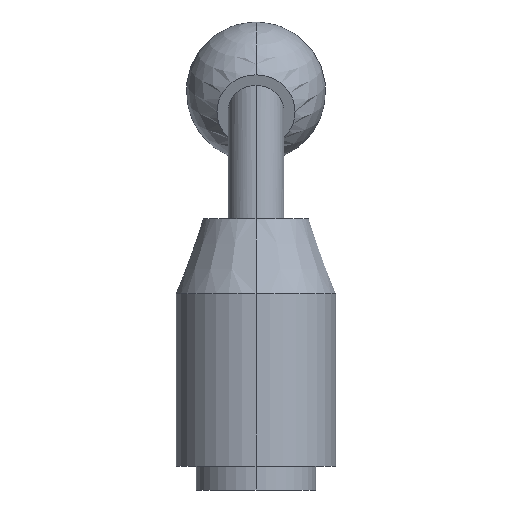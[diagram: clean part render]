
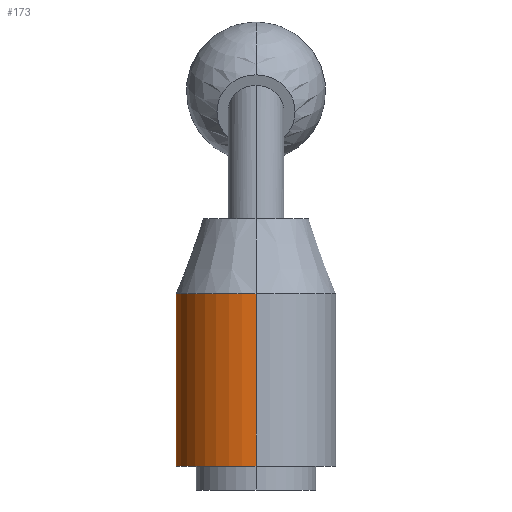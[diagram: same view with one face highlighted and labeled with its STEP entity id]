
A CAD part, left-side view. The second image highlights one B-rep face of the part: STEP entity #173.
In plain terms, the highlighted cylindrical face has radius 20 mm (diameter 40 mm), a partial arc.
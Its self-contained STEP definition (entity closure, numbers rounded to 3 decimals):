
#173=ADVANCED_FACE('',(#416),#417,.T.);
#177=EDGE_CURVE('',#191,#259,#421,.T.);
#191=VERTEX_POINT('',#438);
#203=EDGE_CURVE('',#263,#207,#450,.T.);
#207=VERTEX_POINT('',#454);
#259=VERTEX_POINT('',#513);
#263=VERTEX_POINT('',#517);
#269=EDGE_CURVE('',#191,#207,#525,.T.);
#271=EDGE_CURVE('',#259,#263,#527,.T.);
#416=FACE_OUTER_BOUND('',#677,.T.);
#417=CYLINDRICAL_SURFACE('',#678,20.0);
#421=LINE('',#684,#685);
#438=CARTESIAN_POINT('',(20.0,0.0,6.0));
#450=LINE('',#720,#721);
#454=CARTESIAN_POINT('',(-20.0,0.,6.0));
#513=CARTESIAN_POINT('',(20.0,0.0,49.206));
#517=CARTESIAN_POINT('',(-20.0,0.,49.206));
#525=CIRCLE('',#848,20.0);
#527=CIRCLE('',#851,20.0);
#677=EDGE_LOOP('',(#1078,#1079,#1080,#1081));
#678=AXIS2_PLACEMENT_3D('',#1082,#1083,#1084);
#684=CARTESIAN_POINT('',(20.0,0.,27.603));
#685=VECTOR('',#1088,1.0);
#720=CARTESIAN_POINT('',(-20.0,0.,27.603));
#721=VECTOR('',#1128,1.0);
#848=AXIS2_PLACEMENT_3D('',#1205,#1206,#1207);
#851=AXIS2_PLACEMENT_3D('',#1208,#1209,#1210);
#1078=ORIENTED_EDGE('',*,*,#177,.F.);
#1079=ORIENTED_EDGE('',*,*,#269,.T.);
#1080=ORIENTED_EDGE('',*,*,#203,.F.);
#1081=ORIENTED_EDGE('',*,*,#271,.F.);
#1082=CARTESIAN_POINT('',(0.0,0.0,27.603));
#1083=DIRECTION('',(-0.0,-0.0,-1.0));
#1084=DIRECTION('',(1.0,0.0,0.0));
#1088=DIRECTION('',(0.0,0.0,1.0));
#1128=DIRECTION('',(-0.0,-0.0,-1.0));
#1205=CARTESIAN_POINT('',(0.0,0.0,6.0));
#1206=DIRECTION('',(0.0,0.0,1.0));
#1207=DIRECTION('',(1.0,0.0,0.0));
#1208=CARTESIAN_POINT('',(0.0,0.0,49.206));
#1209=DIRECTION('',(0.0,0.0,1.0));
#1210=DIRECTION('',(1.0,0.0,0.0));
